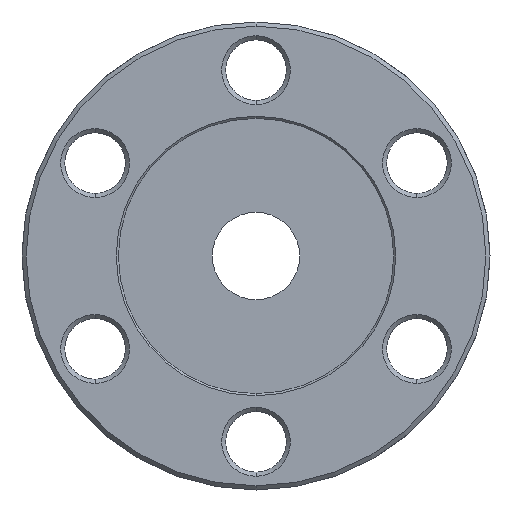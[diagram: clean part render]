
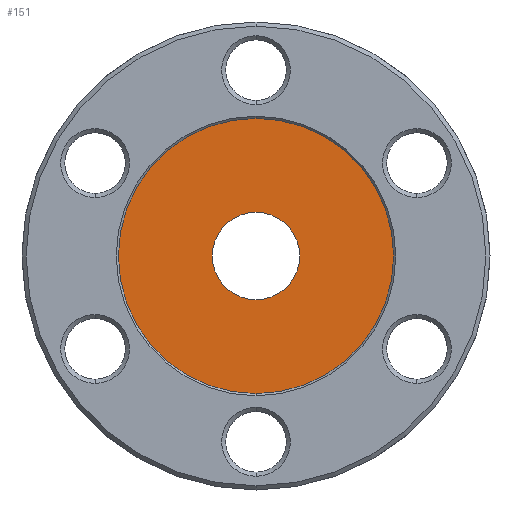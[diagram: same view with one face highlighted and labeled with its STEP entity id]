
A CAD part, front view. The second image highlights one B-rep face of the part: STEP entity #151.
In plain terms, the highlighted planar face has unit normal (0, -1, 0).
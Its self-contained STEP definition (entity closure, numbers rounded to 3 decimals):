
#16 = CARTESIAN_POINT ( 'NONE',  ( 0., 1.8, 0. ) ) ;
#72 = FACE_BOUND ( 'NONE', #1065, .T. ) ;
#87 = CIRCLE ( 'NONE', #1211, 10.725 ) ;
#151 = ADVANCED_FACE ( 'NONE', ( #72, #1462 ), #1968, .F. ) ;
#189 = DIRECTION ( 'NONE',  ( 0., 0., 1. ) ) ;
#326 = EDGE_CURVE ( 'NONE', #1293, #912, #1664, .T. ) ;
#370 = CARTESIAN_POINT ( 'NONE',  ( 0., 1.8, 0. ) ) ;
#536 = DIRECTION ( 'NONE',  ( 0., 0., -1. ) ) ;
#673 = CARTESIAN_POINT ( 'NONE',  ( 0., 1.8, -10.725 ) ) ;
#727 = DIRECTION ( 'NONE',  ( 0., 1., 0. ) ) ;
#778 = VERTEX_POINT ( 'NONE', #673 ) ;
#781 = CARTESIAN_POINT ( 'NONE',  ( 0., 1.8, 3.175 ) ) ;
#903 = CARTESIAN_POINT ( 'NONE',  ( 0., 1.8, 9.6 ) ) ;
#912 = VERTEX_POINT ( 'NONE', #781 ) ;
#919 = DIRECTION ( 'NONE',  ( 0., -1., 0. ) ) ;
#949 = CARTESIAN_POINT ( 'NONE',  ( 0., 1.8, 0. ) ) ;
#1065 = EDGE_LOOP ( 'NONE', ( #1317, #1307 ) ) ;
#1075 = ORIENTED_EDGE ( 'NONE', *, *, #2064, .T. ) ;
#1211 = AXIS2_PLACEMENT_3D ( 'NONE', #1984, #919, #2164 ) ;
#1235 = DIRECTION ( 'NONE',  ( 0., 1., 0. ) ) ;
#1285 = AXIS2_PLACEMENT_3D ( 'NONE', #16, #1235, #189 ) ;
#1293 = VERTEX_POINT ( 'NONE', #1925 ) ;
#1300 = DIRECTION ( 'NONE',  ( 0., 1., 0. ) ) ;
#1307 = ORIENTED_EDGE ( 'NONE', *, *, #326, .T. ) ;
#1309 = AXIS2_PLACEMENT_3D ( 'NONE', #370, #1593, #536 ) ;
#1317 = ORIENTED_EDGE ( 'NONE', *, *, #1705, .T. ) ;
#1352 = CIRCLE ( 'NONE', #1309, 10.725 ) ;
#1403 = AXIS2_PLACEMENT_3D ( 'NONE', #949, #1300, #1640 ) ;
#1435 = EDGE_CURVE ( 'NONE', #778, #1964, #87, .T. ) ;
#1437 = EDGE_LOOP ( 'NONE', ( #1712, #1075 ) ) ;
#1462 = FACE_OUTER_BOUND ( 'NONE', #1437, .T. ) ;
#1593 = DIRECTION ( 'NONE',  ( 0., -1., 0. ) ) ;
#1601 = DIRECTION ( 'NONE',  ( 0., 0., 1. ) ) ;
#1640 = DIRECTION ( 'NONE',  ( 0., 0., 1. ) ) ;
#1664 = CIRCLE ( 'NONE', #1403, 3.175 ) ;
#1705 = EDGE_CURVE ( 'NONE', #912, #1293, #1756, .T. ) ;
#1712 = ORIENTED_EDGE ( 'NONE', *, *, #1435, .T. ) ;
#1756 = CIRCLE ( 'NONE', #1285, 3.175 ) ;
#1925 = CARTESIAN_POINT ( 'NONE',  ( 0., 1.8, -3.175 ) ) ;
#1964 = VERTEX_POINT ( 'NONE', #2100 ) ;
#1968 = PLANE ( 'NONE',  #2171 ) ;
#1984 = CARTESIAN_POINT ( 'NONE',  ( 0., 1.8, 0. ) ) ;
#2064 = EDGE_CURVE ( 'NONE', #1964, #778, #1352, .T. ) ;
#2100 = CARTESIAN_POINT ( 'NONE',  ( 0., 1.8, 10.725 ) ) ;
#2164 = DIRECTION ( 'NONE',  ( 0., 0., -1. ) ) ;
#2171 = AXIS2_PLACEMENT_3D ( 'NONE', #903, #727, #1601 ) ;
